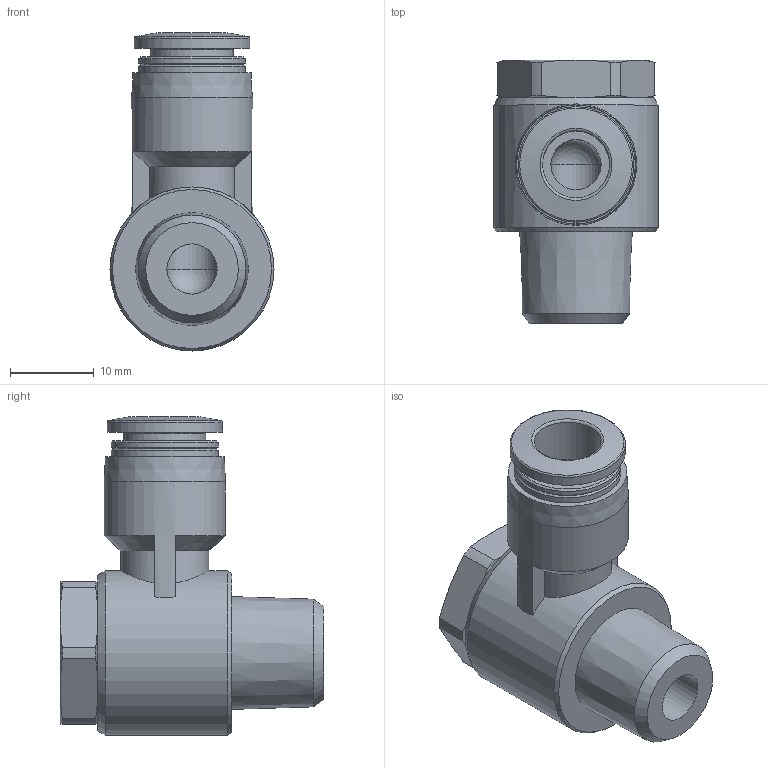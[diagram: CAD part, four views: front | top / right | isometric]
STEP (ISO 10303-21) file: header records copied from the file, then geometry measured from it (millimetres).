
FILE_DESCRIPTION(/* description */ ('STEP AP214'),/* implementation_level */ '2;1');
FILE_NAME(/* name */ '153090_QSLV-1_4-8',/* time_stamp */ '2024-09-10T15:35:46+02:00',/* author */ ('License CC BY-ND 4.0'),/* organization */ ('CADENAS'),/* preprocessor_version */ 'ST-DEVELOPER v19.3',/* originating_system */ 'PARTsolutions',/* authorisation */ ' ');
FILE_SCHEMA (('AUTOMOTIVE_DESIGN {1 0 10303 214 3 1 1}'));
Length unit declared in the file: millimetre
Products named in the file (1): 153090 QSLV-1/4-8
Bounding box: 19.6 x 31.5 x 38 mm (x, y, z)
Volume: 8303.5 mm3; surface area: 4248.9 mm2
Topology: 1 solids, 1 shells, 62 faces, 138 edges, 83 vertices
Faces by surface type: cone 23, plane 18, cylinder 17, torus 3, sphere 1
Full cylindrical faces by diameter (mm): 6 x2, 8 x1, 9.8 x1, 12.8 x2, 13.8 x1, 14.5 x1, 19.6 x1
Entity records: 2074 total; most frequent: CARTESIAN_POINT 362, DIRECTION 268, ORIENTED_EDGE 226, AXIS2_PLACEMENT_3D 124, EDGE_CURVE 113, EDGE_LOOP 91, FACE_BOUND 91, VERTEX_POINT 80
